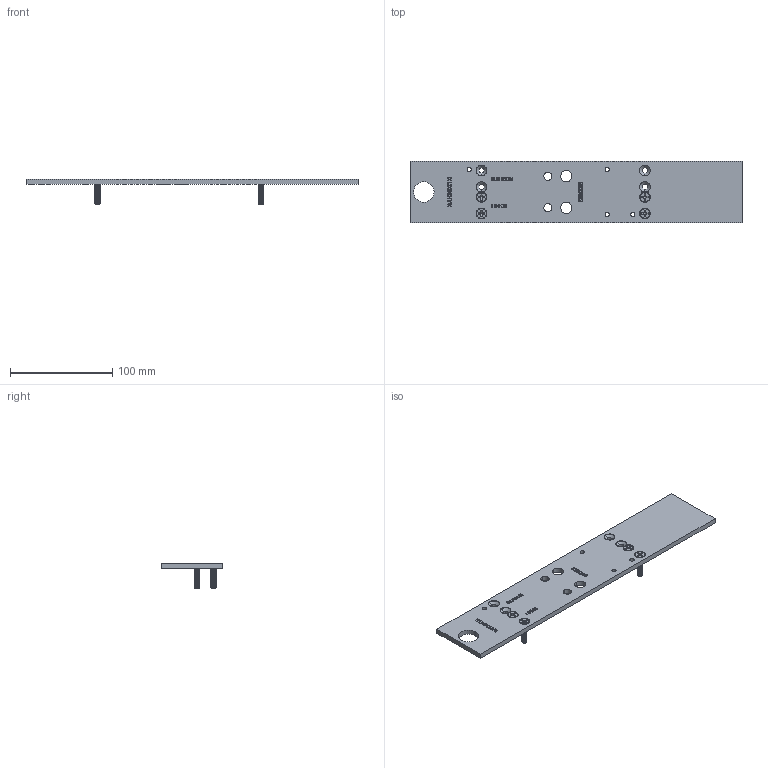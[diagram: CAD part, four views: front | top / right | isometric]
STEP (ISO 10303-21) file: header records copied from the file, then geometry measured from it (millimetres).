
FILE_DESCRIPTION(('CoCreate Modeling STEP Export'),'2;1');
FILE_NAME('Montageplatte_TS4000E_5000EFS_RFS_20512-K-003.stp','2011-04-27T14:49:10',(''),(''),'CoCreate Modeling STEP processor for AP214 (Solid Model)','CoCreate Modeling 17.0B 09-Oct-2010 (C) Parametric Technology GmbH','');
FILE_SCHEMA(('AUTOMOTIVE_DESIGN { 1 0 10303 214 1 1 1 1 }'));
Length unit declared in the file: millimetre
Products named in the file (3): MONTAGEPLATTE_TS4000E_TS5000E; 91420A330.1; TS4000E_5000EFS_RFS_20512-K-003
Assembly tree (5 placements, depth 2):
  TS4000E_5000EFS_RFS_20512-K-003
    91420A330.1  x4
    MONTAGEPLATTE_TS4000E_TS5000E
Bounding box: 325 x 60 x 25 mm (x, y, z)
Volume: 94238.7 mm3; surface area: 45740 mm2
Topology: 5 solids, 5 shells, 1693 faces, 4521 edges, 2863 vertices
Faces by surface type: plane 684, cylinder 504, cone 488, extrusion 17
Entity records: 39474 total; most frequent: CARTESIAN_POINT 14769, ORIENTED_EDGE 5300, DIRECTION 4621, EDGE_CURVE 2650, VECTOR 2101, LINE 2084, VERTEX_POINT 1729, AXIS2_PLACEMENT_3D 1260
